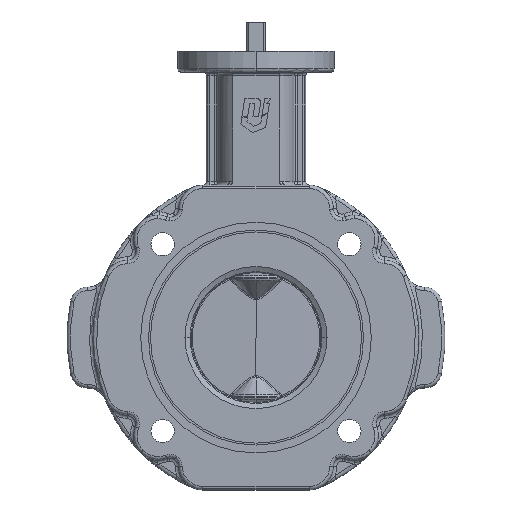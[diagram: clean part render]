
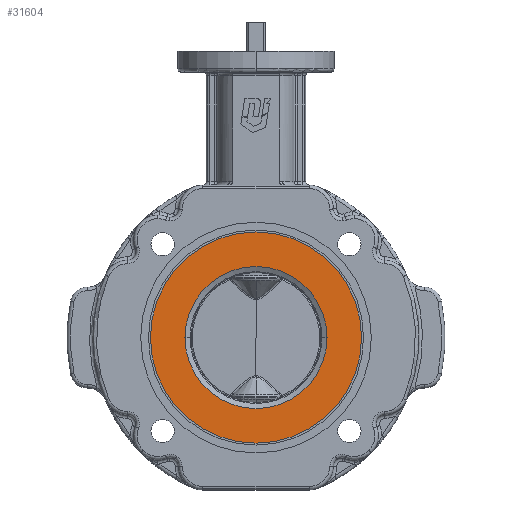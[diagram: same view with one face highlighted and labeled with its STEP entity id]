
A CAD part, left-side view. The second image highlights one B-rep face of the part: STEP entity #31604.
In plain terms, the highlighted planar face has unit normal (-1, 0, 0).
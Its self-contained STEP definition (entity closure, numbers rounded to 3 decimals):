
#1782=CARTESIAN_POINT('',(-23.1,40.964,-0.));
#1783=VERTEX_POINT('',#1782);
#1790=CARTESIAN_POINT('',(-23.1,-40.964,0.));
#1791=VERTEX_POINT('',#1790);
#1792=CARTESIAN_POINT('',(-23.1,-0.,-0.));
#1793=DIRECTION('',(1.,0.,-0.));
#1794=DIRECTION('',(0.,-1.,0.));
#1795=AXIS2_PLACEMENT_3D('',#1792,#1793,#1794);
#1796=CIRCLE('',#1795,40.964);
#1797=EDGE_CURVE('NONE',#1791,#1783,#1796,.T.);
#2148=CARTESIAN_POINT('',(-23.1,-60.9,0.));
#2149=VERTEX_POINT('',#2148);
#2150=CARTESIAN_POINT('',(-23.1,60.9,-0.));
#2151=VERTEX_POINT('',#2150);
#2152=CARTESIAN_POINT('',(-23.1,-0.,-0.));
#2153=DIRECTION('',(1.,0.,-0.));
#2154=DIRECTION('',(0.,-1.,0.));
#2155=AXIS2_PLACEMENT_3D('',#2152,#2153,#2154);
#2156=CIRCLE('',#2155,60.9);
#2157=EDGE_CURVE('NONE',#2149,#2151,#2156,.T.);
#31579=CARTESIAN_POINT('',(-23.1,-50.932,0.));
#31580=DIRECTION('',(-1.,-0.,0.));
#31581=DIRECTION('',(0.,-0.,-1.));
#31582=AXIS2_PLACEMENT_3D('',#31579,#31580,#31581);
#31583=PLANE('',#31582);
#31584=ORIENTED_EDGE('',*,*,#2157,.F.);
#31585=CARTESIAN_POINT('',(-23.1,-0.,-0.));
#31586=DIRECTION('',(1.,0.,-0.));
#31587=DIRECTION('',(0.,-1.,0.));
#31588=AXIS2_PLACEMENT_3D('',#31585,#31586,#31587);
#31589=CIRCLE('',#31588,60.9);
#31590=EDGE_CURVE('NONE',#2151,#2149,#31589,.T.);
#31591=ORIENTED_EDGE('',*,*,#31590,.F.);
#31592=EDGE_LOOP('',(#31584,#31591));
#31593=FACE_BOUND('',#31592,.T.);
#31594=ORIENTED_EDGE('',*,*,#1797,.T.);
#31595=CARTESIAN_POINT('',(-23.1,-0.,-0.));
#31596=DIRECTION('',(1.,0.,-0.));
#31597=DIRECTION('',(0.,-1.,0.));
#31598=AXIS2_PLACEMENT_3D('',#31595,#31596,#31597);
#31599=CIRCLE('',#31598,40.964);
#31600=EDGE_CURVE('NONE',#1783,#1791,#31599,.T.);
#31601=ORIENTED_EDGE('',*,*,#31600,.T.);
#31602=EDGE_LOOP('',(#31594,#31601));
#31603=FACE_BOUND('',#31602,.T.);
#31604=ADVANCED_FACE('NONE',(#31593,#31603),#31583,.T.);
